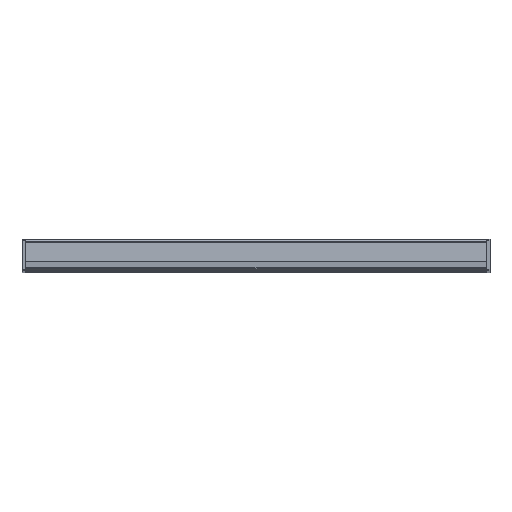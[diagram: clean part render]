
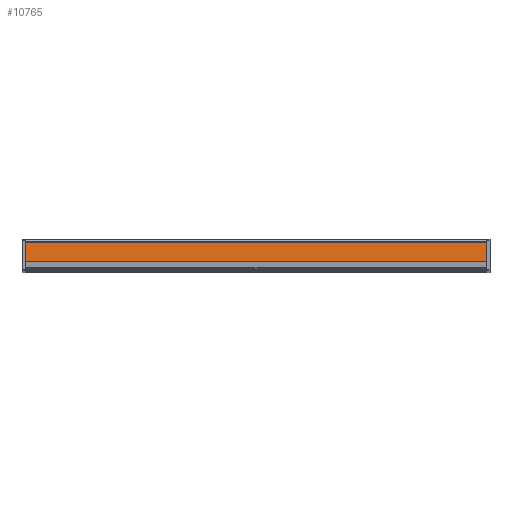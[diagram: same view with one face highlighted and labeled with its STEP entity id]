
A CAD part, top view. The second image highlights one B-rep face of the part: STEP entity #10765.
In plain terms, the highlighted face is planar.
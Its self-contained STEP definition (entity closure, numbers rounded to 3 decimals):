
#6571=DIRECTION('',(1.,0.,0.));
#6572=VECTOR('',#6571,600.);
#6573=CARTESIAN_POINT('',(-300.,-1.503,-17.174));
#6574=LINE('',#6573,#6572);
#6610=DIRECTION('',(0.,-0.087,-0.996));
#6611=VECTOR('',#6610,32.647);
#6612=CARTESIAN_POINT('',(-300.,1.343,15.349));
#6613=LINE('',#6612,#6611);
#6618=DIRECTION('',(1.,0.,0.));
#6619=VECTOR('',#6618,600.);
#6620=CARTESIAN_POINT('',(-300.,1.343,15.349));
#6621=LINE('',#6620,#6619);
#6644=DIRECTION('',(0.,-0.087,-0.996));
#6645=VECTOR('',#6644,32.647);
#6646=CARTESIAN_POINT('',(300.,1.343,15.349));
#6647=LINE('',#6646,#6645);
#8842=CARTESIAN_POINT('',(-300.,-1.503,-17.174));
#8843=CARTESIAN_POINT('',(300.,-1.503,-17.174));
#8844=VERTEX_POINT('',#8842);
#8845=VERTEX_POINT('',#8843);
#8846=CARTESIAN_POINT('',(-300.,1.343,15.349));
#8847=CARTESIAN_POINT('',(300.,1.343,15.349));
#8848=VERTEX_POINT('',#8846);
#8849=VERTEX_POINT('',#8847);
#10753=CARTESIAN_POINT('',(-300.,1.662,19.));
#10754=DIRECTION('',(0.,-0.996,0.087));
#10755=DIRECTION('',(0.,-0.087,-0.996));
#10756=AXIS2_PLACEMENT_3D('',#10753,#10754,#10755);
#10757=PLANE('',#10756);
#10758=ORIENTED_EDGE('',*,*,#10718,.F.);
#10759=ORIENTED_EDGE('',*,*,#10743,.T.);
#10761=ORIENTED_EDGE('',*,*,#10760,.T.);
#10762=ORIENTED_EDGE('',*,*,#10661,.F.);
#10763=EDGE_LOOP('',(#10758,#10759,#10761,#10762));
#10764=FACE_OUTER_BOUND('',#10763,.F.);
#10765=ADVANCED_FACE('',(#10764),#10757,.T.);
#10661=EDGE_CURVE('',#8844,#8845,#6574,.T.);
#10718=EDGE_CURVE('',#8848,#8844,#6613,.T.);
#10743=EDGE_CURVE('',#8848,#8849,#6621,.T.);
#10760=EDGE_CURVE('',#8849,#8845,#6647,.T.);
